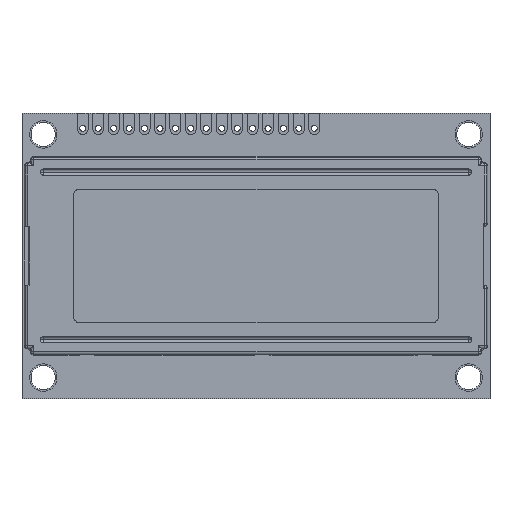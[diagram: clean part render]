
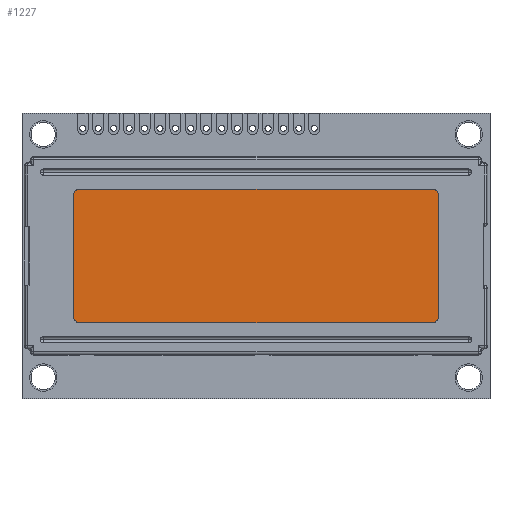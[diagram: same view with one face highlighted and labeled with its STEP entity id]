
A CAD part, top view. The second image highlights one B-rep face of the part: STEP entity #1227.
In plain terms, the highlighted planar face has unit normal (0, 0, 1).
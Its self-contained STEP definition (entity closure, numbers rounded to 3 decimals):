
#1227=ADVANCED_FACE('',(#2590),#2591,.T.);
#2590=FACE_OUTER_BOUND('',#4326,.T.);
#2591=PLANE('',#4327);
#4326=EDGE_LOOP('',(#7271,#7272,#7273,#7274));
#4327=AXIS2_PLACEMENT_3D('',#7275,#7276,#7277);
#7271=ORIENTED_EDGE('',*,*,#10457,.T.);
#7272=ORIENTED_EDGE('',*,*,#10458,.T.);
#7273=ORIENTED_EDGE('',*,*,#10459,.T.);
#7274=ORIENTED_EDGE('',*,*,#10460,.T.);
#7275=CARTESIAN_POINT('',(38.28,23.5,10.29));
#7276=DIRECTION('',(0.0,0.0,1.0));
#7277=DIRECTION('',(1.0,0.0,0.0));
#10457=EDGE_CURVE('',#12559,#12560,#12561,.T.);
#10458=EDGE_CURVE('',#12560,#12562,#12563,.T.);
#10459=EDGE_CURVE('',#12562,#12564,#12565,.T.);
#10460=EDGE_CURVE('',#12564,#12559,#12566,.T.);
#12559=VERTEX_POINT('',#15465);
#12560=VERTEX_POINT('',#15466);
#12561=LINE('',#15467,#15468);
#12562=VERTEX_POINT('',#15469);
#12563=LINE('',#15470,#15471);
#12564=VERTEX_POINT('',#15472);
#12565=LINE('',#15473,#15474);
#12566=LINE('',#15475,#15476);
#15465=CARTESIAN_POINT('',(75.5,9.75,10.29));
#15466=CARTESIAN_POINT('',(75.5,37.25,10.29));
#15467=CARTESIAN_POINT('',(75.5,23.5,10.29));
#15468=VECTOR('',#18275,1.0);
#15469=CARTESIAN_POINT('',(1.06,37.25,10.29));
#15470=CARTESIAN_POINT('',(38.28,37.25,10.29));
#15471=VECTOR('',#18276,1.0);
#15472=CARTESIAN_POINT('',(1.06,9.75,10.29));
#15473=CARTESIAN_POINT('',(1.06,23.5,10.29));
#15474=VECTOR('',#18277,1.0);
#15475=CARTESIAN_POINT('',(38.28,9.75,10.29));
#15476=VECTOR('',#18278,1.0);
#18275=DIRECTION('',(0.0,1.0,0.0));
#18276=DIRECTION('',(-1.0,0.0,0.0));
#18277=DIRECTION('',(0.0,-1.0,0.0));
#18278=DIRECTION('',(1.0,0.0,0.0));
